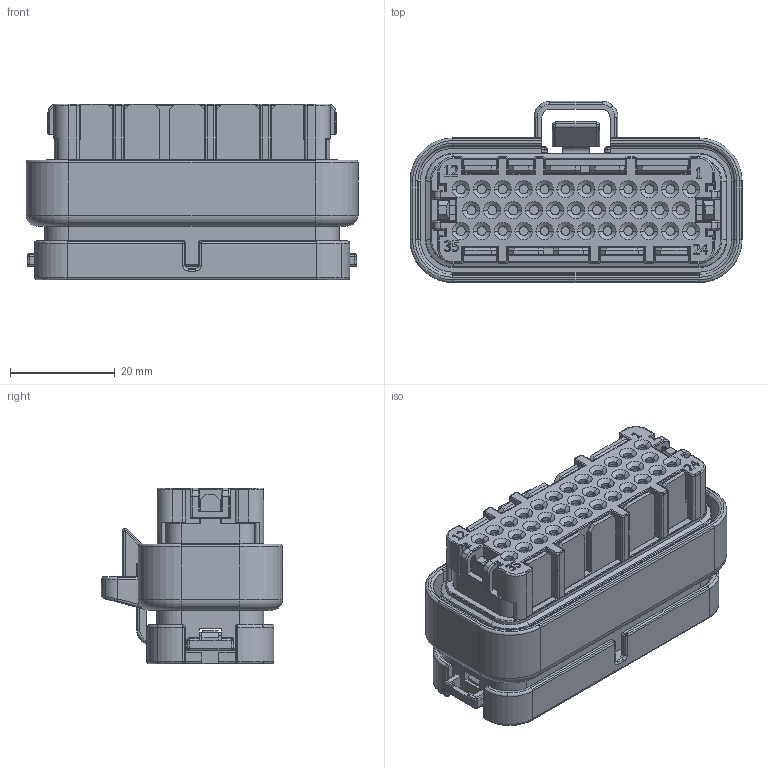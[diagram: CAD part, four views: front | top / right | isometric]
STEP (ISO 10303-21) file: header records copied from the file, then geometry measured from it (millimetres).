
FILE_DESCRIPTION (( 'STEP AP203' ), '1' );
FILE_NAME ('YG1146²åÍ·.STEP', '2022-10-28T10:22:20', ( 'yguser' ), ( 'ygkj' ), 'SwSTEP 2.0', 'SolidWorks 2018', '' );
FILE_SCHEMA (( 'CONFIG_CONTROL_DESIGN' ));
Products named in the file (1): YG1146脣芛
Bounding box: 63.4 x 34.6 x 33.6 mm (x, y, z)
Volume: 30747.8 mm3; surface area: 24797.5 mm2
Topology: 1 solids, 4 shells, 2705 faces, 7107 edges, 4508 vertices
Faces by surface type: plane 1251, cylinder 936, bspline 192, cone 140, torus 138, sphere 48
Entity records: 84760 total; most frequent: CARTESIAN_POINT 17853, ORIENTED_EDGE 14206, DIRECTION 13717, EDGE_CURVE 7103, AXIS2_PLACEMENT_3D 4620, VERTEX_POINT 4508, VECTOR 4477, LINE 4477
